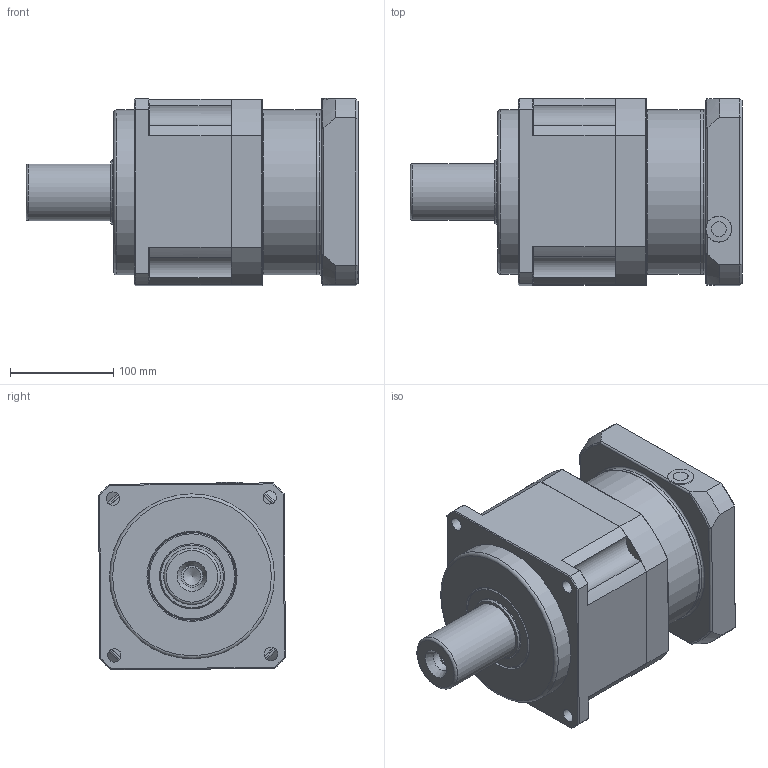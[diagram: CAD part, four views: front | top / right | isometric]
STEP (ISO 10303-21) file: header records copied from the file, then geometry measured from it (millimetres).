
FILE_DESCRIPTION(/* description */ (''),/* implementation_level */ '2;1');
FILE_NAME(/* name */ 'NP18000A1-180A-S1.stp',/* time_stamp */ '2018-08-17T11:40:26+09:00',/* author */ ('Y.J.JI'),/* organization */ (''),/* preprocessor_version */ 'ST-DEVELOPER v15.6',/* originating_system */ 'Autodesk Inventor 2015',/* authorisation */ '');
FILE_SCHEMA (('AUTOMOTIVE_DESIGN { 1 0 10303 214 3 1 1 }'));
Length unit declared in the file: millimetre
Products named in the file (1): NP18000A1-180A-S1
Bounding box: 322 x 181.33 x 182.03 mm (x, y, z)
Volume: 5183274.6 mm3; surface area: 401261.2 mm2
Topology: 2 solids, 15 shells, 418 faces, 973 edges, 613 vertices
Faces by surface type: plane 196, cylinder 117, cone 68, torus 33, sphere 4
Full cylindrical faces by diameter (mm): 8.376 x5, 10 x5, 10.106 x8, 11 x5, 12 x4, 12.5 x1, 13 x4, 14 x5, 14.5 x1, 16 x5, 17.294 x1, 17.5 x4, 18 x4, 20 x4, 21 x1, 25 x1, 55 x1, 60 x1, 63 x2, 85 x2, 112 x1, 114 x1, 114.3 x1, 160 x4
Entity records: 11417 total; most frequent: CARTESIAN_POINT 2408, DIRECTION 1846, ORIENTED_EDGE 1590, EDGE_CURVE 795, AXIS2_PLACEMENT_3D 771, EDGE_LOOP 606, VERTEX_POINT 567, FACE_OUTER_BOUND 418
